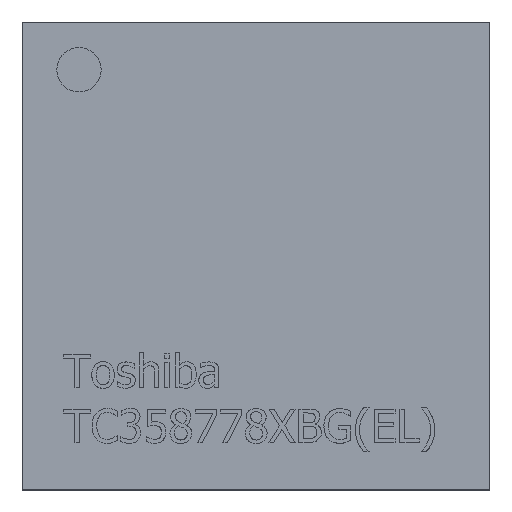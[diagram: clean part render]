
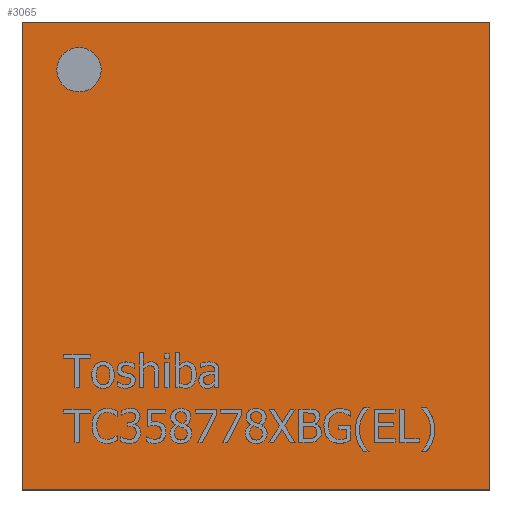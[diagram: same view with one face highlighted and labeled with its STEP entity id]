
A CAD part, top view. The second image highlights one B-rep face of the part: STEP entity #3065.
In plain terms, the highlighted planar face has unit normal (0, 0, 1).
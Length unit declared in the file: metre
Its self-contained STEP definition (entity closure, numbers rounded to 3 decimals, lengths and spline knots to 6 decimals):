
#3065 = ADVANCED_FACE( '', ( #7070 ), #7071, .T. );
#3573 = EDGE_CURVE( '', #7042, #5524, #7780, .T. );
#3617 = EDGE_CURVE( '', #5361, #7042, #7834, .T. );
#3689 = EDGE_CURVE( '', #6906, #5361, #7927, .T. );
#3699 = EDGE_CURVE( '', #5524, #6906, #7942, .T. );
#5361 = VERTEX_POINT( '', #10002 );
#5524 = VERTEX_POINT( '', #10260 );
#6906 = VERTEX_POINT( '', #12442 );
#7042 = VERTEX_POINT( '', #12668 );
#7070 = FACE_OUTER_BOUND( '', #12705, .T. );
#7071 = PLANE( '', #12706 );
#7780 = LINE( '', #13901, #13902 );
#7834 = LINE( '', #14001, #14002 );
#7927 = LINE( '', #14153, #14154 );
#7942 = LINE( '', #14178, #14179 );
#10002 = CARTESIAN_POINT( '', ( 0.0035, 0.0035, 0.000975 ) );
#10260 = CARTESIAN_POINT( '', ( -0.0035, -0.0035, 0.000975 ) );
#12442 = CARTESIAN_POINT( '', ( 0.0035, -0.0035, 0.000975 ) );
#12668 = CARTESIAN_POINT( '', ( -0.0035, 0.0035, 0.000975 ) );
#12705 = EDGE_LOOP( '', ( #18756, #18757, #18758, #18759 ) );
#12706 = AXIS2_PLACEMENT_3D( '', #18760, #18761, #18762 );
#13901 = CARTESIAN_POINT( '', ( -0.0035, 0.0035, 0.000975 ) );
#13902 = VECTOR( '', #19686, 1. );
#14001 = CARTESIAN_POINT( '', ( 0.0035, 0.0035, 0.000975 ) );
#14002 = VECTOR( '', #19769, 1. );
#14153 = CARTESIAN_POINT( '', ( 0.0035, -0.0035, 0.000975 ) );
#14154 = VECTOR( '', #19898, 1. );
#14178 = CARTESIAN_POINT( '', ( -0.0035, -0.0035, 0.000975 ) );
#14179 = VECTOR( '', #19919, 1. );
#18756 = ORIENTED_EDGE( '', *, *, #3699, .T. );
#18757 = ORIENTED_EDGE( '', *, *, #3689, .T. );
#18758 = ORIENTED_EDGE( '', *, *, #3617, .T. );
#18759 = ORIENTED_EDGE( '', *, *, #3573, .T. );
#18760 = CARTESIAN_POINT( '', ( 0., 0., 0.000975 ) );
#18761 = DIRECTION( '', ( 0., 0., 1. ) );
#18762 = DIRECTION( '', ( 1., 0., 0. ) );
#19686 = DIRECTION( '', ( 0., -1., 0. ) );
#19769 = DIRECTION( '', ( -1., 0., 0. ) );
#19898 = DIRECTION( '', ( 0., 1., 0. ) );
#19919 = DIRECTION( '', ( 1., 0., 0. ) );
